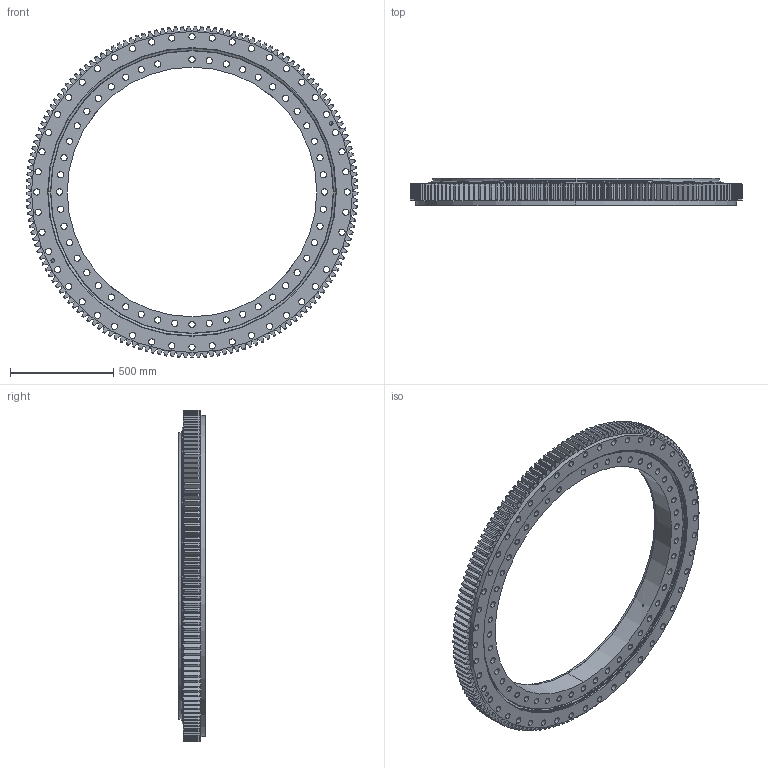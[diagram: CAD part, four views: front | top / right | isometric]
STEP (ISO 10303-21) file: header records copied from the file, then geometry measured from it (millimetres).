
FILE_DESCRIPTION (( 'STEP AP203' ), '1' );
FILE_NAME ('06-1390-03.STEP', '2017-12-27T08:44:01', ( 'defontaine' ), ( 'Hewlett-Packard Company' ), 'SwSTEP 2.0', 'SolidWorks 2016', '' );
FILE_SCHEMA (( 'CONFIG_CONTROL_DESIGN' ));
Length unit declared in the file: millimetre
Products named in the file (1): 06-1390-03
Bounding box: 1603.99 x 130 x 1603.92 mm (x, y, z)
Volume: 73273746.4 mm3; surface area: 5509119.6 mm2
Topology: 5 solids, 5 shells, 1263 faces, 3693 edges, 2437 vertices
Faces by surface type: cylinder 553, cone 349, plane 333, torus 28
Entity records: 43907 total; most frequent: CARTESIAN_POINT 9870, ORIENTED_EDGE 7354, DIRECTION 7032, EDGE_CURVE 3677, AXIS2_PLACEMENT_3D 2751, VERTEX_POINT 2437, VECTOR 1530, LINE 1530
